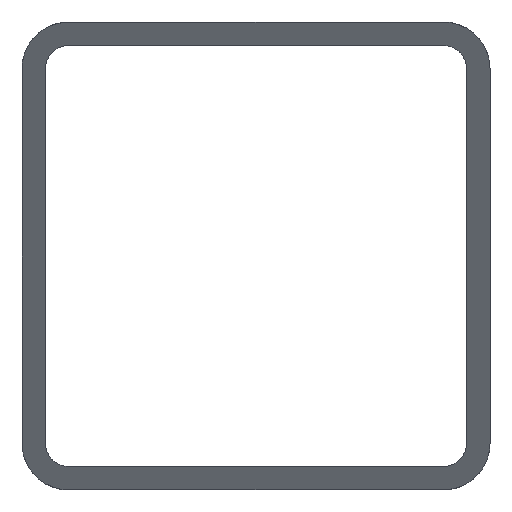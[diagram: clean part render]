
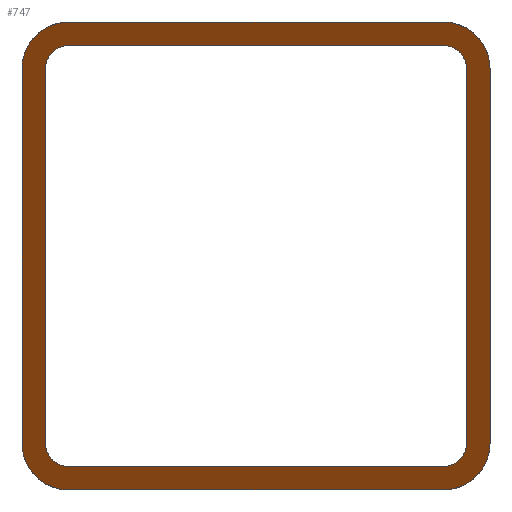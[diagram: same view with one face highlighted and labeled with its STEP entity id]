
A CAD part, front view. The second image highlights one B-rep face of the part: STEP entity #747.
In plain terms, the highlighted planar face has unit normal (-0.707, -0.707, 0).
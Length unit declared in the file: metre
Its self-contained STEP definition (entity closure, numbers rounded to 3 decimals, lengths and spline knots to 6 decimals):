
#20=ELLIPSE('',#797,0.005657,0.004);
#21=ELLIPSE('',#802,0.005657,0.004);
#22=ELLIPSE('',#804,0.005657,0.004);
#23=ELLIPSE('',#806,0.002828,0.002);
#24=ELLIPSE('',#811,0.002828,0.002);
#25=ELLIPSE('',#813,0.002828,0.002);
#26=ELLIPSE('',#818,0.002828,0.002);
#27=ELLIPSE('',#820,0.005657,0.004);
#184=ORIENTED_EDGE('',*,*,#344,.F.);
#185=ORIENTED_EDGE('',*,*,#351,.F.);
#186=ORIENTED_EDGE('',*,*,#352,.F.);
#187=ORIENTED_EDGE('',*,*,#288,.T.);
#188=ORIENTED_EDGE('',*,*,#354,.F.);
#189=ORIENTED_EDGE('',*,*,#358,.T.);
#190=ORIENTED_EDGE('',*,*,#362,.F.);
#191=ORIENTED_EDGE('',*,*,#281,.F.);
#192=ORIENTED_EDGE('',*,*,#332,.T.);
#193=ORIENTED_EDGE('',*,*,#337,.T.);
#194=ORIENTED_EDGE('',*,*,#341,.T.);
#195=ORIENTED_EDGE('',*,*,#298,.T.);
#196=ORIENTED_EDGE('',*,*,#342,.T.);
#197=ORIENTED_EDGE('',*,*,#330,.F.);
#198=ORIENTED_EDGE('',*,*,#363,.T.);
#199=ORIENTED_EDGE('',*,*,#273,.F.);
#273=EDGE_CURVE('',#380,#382,#453,.T.);
#281=EDGE_CURVE('',#388,#390,#461,.T.);
#288=EDGE_CURVE('',#396,#397,#468,.T.);
#298=EDGE_CURVE('',#407,#406,#478,.T.);
#330=EDGE_CURVE('',#432,#433,#500,.T.);
#332=EDGE_CURVE('',#380,#434,#20,.T.);
#337=EDGE_CURVE('',#434,#437,#505,.T.);
#341=EDGE_CURVE('',#437,#407,#21,.T.);
#342=EDGE_CURVE('',#406,#433,#22,.T.);
#344=EDGE_CURVE('',#440,#388,#23,.T.);
#351=EDGE_CURVE('',#445,#440,#513,.T.);
#352=EDGE_CURVE('',#396,#445,#24,.T.);
#354=EDGE_CURVE('',#446,#397,#25,.T.);
#358=EDGE_CURVE('',#446,#449,#517,.T.);
#362=EDGE_CURVE('',#390,#449,#26,.T.);
#363=EDGE_CURVE('',#432,#382,#27,.T.);
#380=VERTEX_POINT('',#1051);
#382=VERTEX_POINT('',#1054);
#388=VERTEX_POINT('',#1068);
#390=VERTEX_POINT('',#1071);
#396=VERTEX_POINT('',#1085);
#397=VERTEX_POINT('',#1086);
#406=VERTEX_POINT('',#1105);
#407=VERTEX_POINT('',#1107);
#432=VERTEX_POINT('',#1166);
#433=VERTEX_POINT('',#1168);
#434=VERTEX_POINT('',#1172);
#437=VERTEX_POINT('',#1180);
#440=VERTEX_POINT('',#1193);
#445=VERTEX_POINT('',#1206);
#446=VERTEX_POINT('',#1212);
#449=VERTEX_POINT('',#1220);
#453=LINE('',#1053,#537);
#461=LINE('',#1070,#545);
#468=LINE('',#1084,#552);
#478=LINE('',#1106,#562);
#500=LINE('',#1167,#584);
#505=LINE('',#1181,#589);
#513=LINE('',#1207,#597);
#517=LINE('',#1221,#601);
#537=VECTOR('',#845,1.);
#545=VECTOR('',#855,1.);
#552=VECTOR('',#864,1.);
#562=VECTOR('',#876,1.);
#584=VECTOR('',#924,1.);
#589=VECTOR('',#937,1.);
#597=VECTOR('',#965,1.);
#601=VECTOR('',#981,1.);
#642=EDGE_LOOP('',(#184,#185,#186,#187,#188,#189,#190,#191));
#643=EDGE_LOOP('',(#192,#193,#194,#195,#196,#197,#198,#199));
#684=FACE_BOUND('',#642,.T.);
#685=FACE_BOUND('',#643,.T.);
#714=PLANE('',#821);
#747=ADVANCED_FACE('',(#684,#685),#714,.T.);
#797=AXIS2_PLACEMENT_3D('',#1171,#928,#929);
#802=AXIS2_PLACEMENT_3D('',#1188,#944,#945);
#804=AXIS2_PLACEMENT_3D('',#1190,#948,#949);
#806=AXIS2_PLACEMENT_3D('',#1194,#953,#954);
#811=AXIS2_PLACEMENT_3D('',#1209,#968,#969);
#813=AXIS2_PLACEMENT_3D('',#1213,#973,#974);
#818=AXIS2_PLACEMENT_3D('',#1228,#988,#989);
#820=AXIS2_PLACEMENT_3D('',#1230,#992,#993);
#821=AXIS2_PLACEMENT_3D('',#1231,#994,#995);
#845=DIRECTION('',(0.,0.,1.));
#855=DIRECTION('',(0.,0.,1.));
#864=DIRECTION('',(0.,0.,1.));
#876=DIRECTION('',(0.,0.,1.));
#924=DIRECTION('',(0.707,-0.707,0.));
#928=DIRECTION('',(-0.707,-0.707,0.));
#929=DIRECTION('',(-0.707,0.707,0.));
#937=DIRECTION('',(0.707,-0.707,0.));
#944=DIRECTION('',(-0.707,-0.707,0.));
#945=DIRECTION('',(-0.707,0.707,0.));
#948=DIRECTION('',(-0.707,-0.707,0.));
#949=DIRECTION('',(-0.707,0.707,0.));
#953=DIRECTION('',(-0.707,-0.707,0.));
#954=DIRECTION('',(-0.707,0.707,0.));
#965=DIRECTION('',(0.707,-0.707,0.));
#968=DIRECTION('',(-0.707,-0.707,0.));
#969=DIRECTION('',(-0.707,0.707,0.));
#973=DIRECTION('',(-0.707,-0.707,0.));
#974=DIRECTION('',(-0.707,0.707,0.));
#981=DIRECTION('',(0.707,-0.707,0.));
#988=DIRECTION('',(-0.707,-0.707,0.));
#989=DIRECTION('',(-0.707,0.707,0.));
#992=DIRECTION('',(-0.707,-0.707,0.));
#993=DIRECTION('',(-0.707,0.707,0.));
#994=DIRECTION('',(-0.707,-0.707,0.));
#995=DIRECTION('',(0.707,-0.707,0.));
#1051=CARTESIAN_POINT('',(0.,-0.773,0.004));
#1053=CARTESIAN_POINT('',(0.,-0.773,-0.774976));
#1054=CARTESIAN_POINT('',(0.,-0.773,0.036));
#1068=CARTESIAN_POINT('',(0.038,-0.811,0.004));
#1070=CARTESIAN_POINT('',(0.038,-0.811,0.02));
#1071=CARTESIAN_POINT('',(0.038,-0.811,0.036));
#1084=CARTESIAN_POINT('',(0.002,-0.775,0.02));
#1085=CARTESIAN_POINT('',(0.002,-0.775,0.004));
#1086=CARTESIAN_POINT('',(0.002,-0.775,0.036));
#1105=CARTESIAN_POINT('',(0.04,-0.813,0.036));
#1106=CARTESIAN_POINT('',(0.04,-0.813,0.02));
#1107=CARTESIAN_POINT('',(0.04,-0.813,0.004));
#1166=CARTESIAN_POINT('',(0.004,-0.777,0.04));
#1167=CARTESIAN_POINT('',(0.02,-0.793,0.04));
#1168=CARTESIAN_POINT('',(0.036,-0.809,0.04));
#1171=CARTESIAN_POINT('',(0.004,-0.777,0.004));
#1172=CARTESIAN_POINT('',(0.004,-0.777,0.));
#1180=CARTESIAN_POINT('',(0.036,-0.809,0.));
#1181=CARTESIAN_POINT('',(0.03,-0.803,0.));
#1188=CARTESIAN_POINT('',(0.036,-0.809,0.004));
#1190=CARTESIAN_POINT('',(0.036,-0.809,0.036));
#1193=CARTESIAN_POINT('',(0.036,-0.809,0.002));
#1194=CARTESIAN_POINT('',(0.036,-0.809,0.004));
#1206=CARTESIAN_POINT('',(0.004,-0.777,0.002));
#1207=CARTESIAN_POINT('',(0.03,-0.803,0.002));
#1209=CARTESIAN_POINT('',(0.004,-0.777,0.004));
#1212=CARTESIAN_POINT('',(0.004,-0.777,0.038));
#1213=CARTESIAN_POINT('',(0.004,-0.777,0.036));
#1220=CARTESIAN_POINT('',(0.036,-0.809,0.038));
#1221=CARTESIAN_POINT('',(0.03,-0.803,0.038));
#1228=CARTESIAN_POINT('',(0.036,-0.809,0.036));
#1230=CARTESIAN_POINT('',(0.004,-0.777,0.036));
#1231=CARTESIAN_POINT('',(0.02,-0.793,-0.774976));
